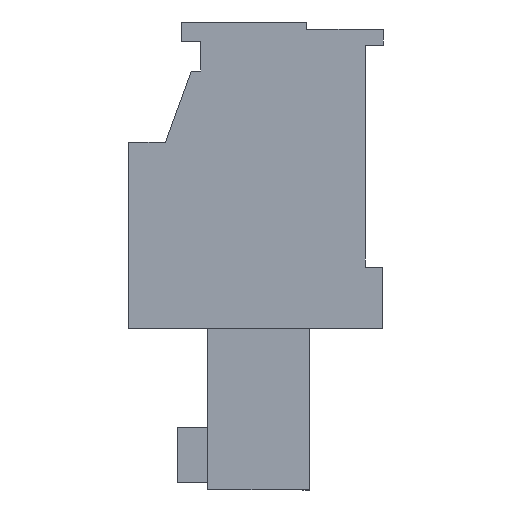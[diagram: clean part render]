
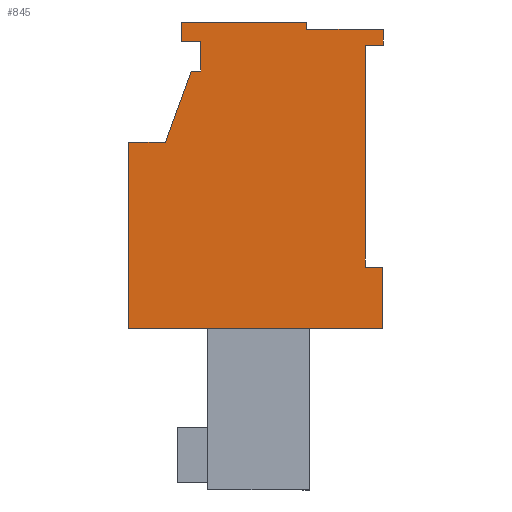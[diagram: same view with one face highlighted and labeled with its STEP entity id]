
A CAD part, left-side view. The second image highlights one B-rep face of the part: STEP entity #845.
In plain terms, the highlighted planar face has unit normal (-1, 0, 0).
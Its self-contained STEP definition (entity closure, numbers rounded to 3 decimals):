
#729=AXIS2_PLACEMENT_3D('Plane Axis2P3D',#726,#727,#728) ;
#49=CARTESIAN_POINT('Vertex',(0.,7.45,17.1)) ;
#52=CARTESIAN_POINT('Line Origine',(0.,7.45,17.7)) ;
#56=CARTESIAN_POINT('Vertex',(0.,7.45,18.3)) ;
#107=CARTESIAN_POINT('Line Origine',(0.,7.647,17.1)) ;
#111=CARTESIAN_POINT('Vertex',(0.,7.844,17.1)) ;
#726=CARTESIAN_POINT('Axis2P3D Location',(0.,5.25,6.6)) ;
#731=CARTESIAN_POINT('Line Origine',(0.,0.05,7.85)) ;
#735=CARTESIAN_POINT('Vertex',(0.,0.05,9.1)) ;
#737=CARTESIAN_POINT('Vertex',(0.,0.05,6.6)) ;
#740=CARTESIAN_POINT('Line Origine',(0.,0.4,9.1)) ;
#744=CARTESIAN_POINT('Vertex',(0.,0.75,9.1)) ;
#747=CARTESIAN_POINT('Line Origine',(0.,0.75,13.625)) ;
#751=CARTESIAN_POINT('Vertex',(0.,0.75,18.15)) ;
#754=CARTESIAN_POINT('Line Origine',(0.,0.375,18.15)) ;
#758=CARTESIAN_POINT('Vertex',(0.,0.,18.15)) ;
#761=CARTESIAN_POINT('Line Origine',(0.,0.,18.475)) ;
#765=CARTESIAN_POINT('Vertex',(0.,0.,18.8)) ;
#768=CARTESIAN_POINT('Line Origine',(0.,1.565,18.8)) ;
#772=CARTESIAN_POINT('Vertex',(0.,3.13,18.8)) ;
#775=CARTESIAN_POINT('Line Origine',(0.,3.13,18.95)) ;
#779=CARTESIAN_POINT('Vertex',(0.,3.13,19.1)) ;
#782=CARTESIAN_POINT('Line Origine',(0.,5.69,19.1)) ;
#786=CARTESIAN_POINT('Vertex',(0.,8.25,19.1)) ;
#789=CARTESIAN_POINT('Line Origine',(0.,8.25,18.7)) ;
#793=CARTESIAN_POINT('Vertex',(0.,8.25,18.3)) ;
#796=CARTESIAN_POINT('Line Origine',(0.,7.85,18.3)) ;
#801=CARTESIAN_POINT('Line Origine',(0.,8.372,15.65)) ;
#805=CARTESIAN_POINT('Vertex',(0.,8.9,14.2)) ;
#808=CARTESIAN_POINT('Line Origine',(0.,9.65,14.2)) ;
#812=CARTESIAN_POINT('Vertex',(0.,10.4,14.2)) ;
#815=CARTESIAN_POINT('Line Origine',(0.,10.4,10.4)) ;
#819=CARTESIAN_POINT('Vertex',(0.,10.4,6.6)) ;
#822=CARTESIAN_POINT('Line Origine',(0.,5.225,6.6)) ;
#53=DIRECTION('Vector Direction',(0.,0.,1.)) ;
#108=DIRECTION('Vector Direction',(0.,-1.,0.)) ;
#727=DIRECTION('Axis2P3D Direction',(1.,0.,0.)) ;
#728=DIRECTION('Axis2P3D XDirection',(0.,1.,0.)) ;
#732=DIRECTION('Vector Direction',(0.,0.,-1.)) ;
#741=DIRECTION('Vector Direction',(0.,-1.,0.)) ;
#748=DIRECTION('Vector Direction',(0.,0.,-1.)) ;
#755=DIRECTION('Vector Direction',(0.,1.,0.)) ;
#762=DIRECTION('Vector Direction',(0.,0.,-1.)) ;
#769=DIRECTION('Vector Direction',(0.,-1.,0.)) ;
#776=DIRECTION('Vector Direction',(0.,0.,1.)) ;
#783=DIRECTION('Vector Direction',(0.,-1.,0.)) ;
#790=DIRECTION('Vector Direction',(0.,0.,1.)) ;
#797=DIRECTION('Vector Direction',(0.,-1.,0.)) ;
#802=DIRECTION('Vector Direction',(0.,-0.342,0.94)) ;
#809=DIRECTION('Vector Direction',(0.,-1.,0.)) ;
#816=DIRECTION('Vector Direction',(0.,0.,1.)) ;
#823=DIRECTION('Vector Direction',(0.,1.,0.)) ;
#54=VECTOR('Line Direction',#53,1.) ;
#109=VECTOR('Line Direction',#108,1.) ;
#733=VECTOR('Line Direction',#732,1.) ;
#742=VECTOR('Line Direction',#741,1.) ;
#749=VECTOR('Line Direction',#748,1.) ;
#756=VECTOR('Line Direction',#755,1.) ;
#763=VECTOR('Line Direction',#762,1.) ;
#770=VECTOR('Line Direction',#769,1.) ;
#777=VECTOR('Line Direction',#776,1.) ;
#784=VECTOR('Line Direction',#783,1.) ;
#791=VECTOR('Line Direction',#790,1.) ;
#798=VECTOR('Line Direction',#797,1.) ;
#803=VECTOR('Line Direction',#802,1.) ;
#810=VECTOR('Line Direction',#809,1.) ;
#817=VECTOR('Line Direction',#816,1.) ;
#824=VECTOR('Line Direction',#823,1.) ;
#828=ORIENTED_EDGE('',*,*,#739,.F.) ;
#829=ORIENTED_EDGE('',*,*,#746,.F.) ;
#830=ORIENTED_EDGE('',*,*,#753,.F.) ;
#831=ORIENTED_EDGE('',*,*,#760,.F.) ;
#832=ORIENTED_EDGE('',*,*,#767,.F.) ;
#833=ORIENTED_EDGE('',*,*,#774,.F.) ;
#834=ORIENTED_EDGE('',*,*,#781,.T.) ;
#835=ORIENTED_EDGE('',*,*,#788,.F.) ;
#836=ORIENTED_EDGE('',*,*,#795,.F.) ;
#837=ORIENTED_EDGE('',*,*,#800,.T.) ;
#838=ORIENTED_EDGE('',*,*,#58,.F.) ;
#839=ORIENTED_EDGE('',*,*,#113,.F.) ;
#840=ORIENTED_EDGE('',*,*,#807,.F.) ;
#841=ORIENTED_EDGE('',*,*,#814,.F.) ;
#842=ORIENTED_EDGE('',*,*,#821,.F.) ;
#843=ORIENTED_EDGE('',*,*,#826,.F.) ;
#845=ADVANCED_FACE('HOUSING',(#844),#730,.F.) ;
#58=EDGE_CURVE('',#50,#57,#55,.T.) ;
#113=EDGE_CURVE('',#112,#50,#110,.T.) ;
#739=EDGE_CURVE('',#736,#738,#734,.T.) ;
#746=EDGE_CURVE('',#745,#736,#743,.T.) ;
#753=EDGE_CURVE('',#752,#745,#750,.T.) ;
#760=EDGE_CURVE('',#759,#752,#757,.T.) ;
#767=EDGE_CURVE('',#766,#759,#764,.T.) ;
#774=EDGE_CURVE('',#773,#766,#771,.T.) ;
#781=EDGE_CURVE('',#773,#780,#778,.T.) ;
#788=EDGE_CURVE('',#787,#780,#785,.T.) ;
#795=EDGE_CURVE('',#794,#787,#792,.T.) ;
#800=EDGE_CURVE('',#794,#57,#799,.T.) ;
#807=EDGE_CURVE('',#806,#112,#804,.T.) ;
#814=EDGE_CURVE('',#813,#806,#811,.T.) ;
#821=EDGE_CURVE('',#820,#813,#818,.T.) ;
#826=EDGE_CURVE('',#738,#820,#825,.T.) ;
#827=EDGE_LOOP('',(#828,#829,#830,#831,#832,#833,#834,#835,#836,#837,#838,#839,#840,#841,#842,#843)) ;
#844=FACE_OUTER_BOUND('',#827,.T.) ;
#55=LINE('Line',#52,#54) ;
#110=LINE('Line',#107,#109) ;
#734=LINE('Line',#731,#733) ;
#743=LINE('Line',#740,#742) ;
#750=LINE('Line',#747,#749) ;
#757=LINE('Line',#754,#756) ;
#764=LINE('Line',#761,#763) ;
#771=LINE('Line',#768,#770) ;
#778=LINE('Line',#775,#777) ;
#785=LINE('Line',#782,#784) ;
#792=LINE('Line',#789,#791) ;
#799=LINE('Line',#796,#798) ;
#804=LINE('Line',#801,#803) ;
#811=LINE('Line',#808,#810) ;
#818=LINE('Line',#815,#817) ;
#825=LINE('Line',#822,#824) ;
#730=PLANE('',#729) ;
#50=VERTEX_POINT('',#49) ;
#57=VERTEX_POINT('',#56) ;
#112=VERTEX_POINT('',#111) ;
#736=VERTEX_POINT('',#735) ;
#738=VERTEX_POINT('',#737) ;
#745=VERTEX_POINT('',#744) ;
#752=VERTEX_POINT('',#751) ;
#759=VERTEX_POINT('',#758) ;
#766=VERTEX_POINT('',#765) ;
#773=VERTEX_POINT('',#772) ;
#780=VERTEX_POINT('',#779) ;
#787=VERTEX_POINT('',#786) ;
#794=VERTEX_POINT('',#793) ;
#806=VERTEX_POINT('',#805) ;
#813=VERTEX_POINT('',#812) ;
#820=VERTEX_POINT('',#819) ;
